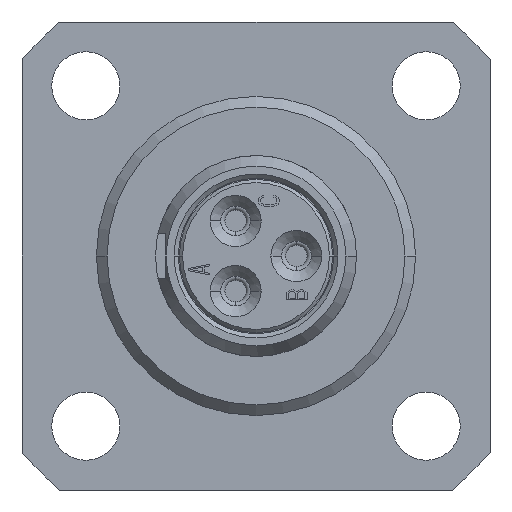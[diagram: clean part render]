
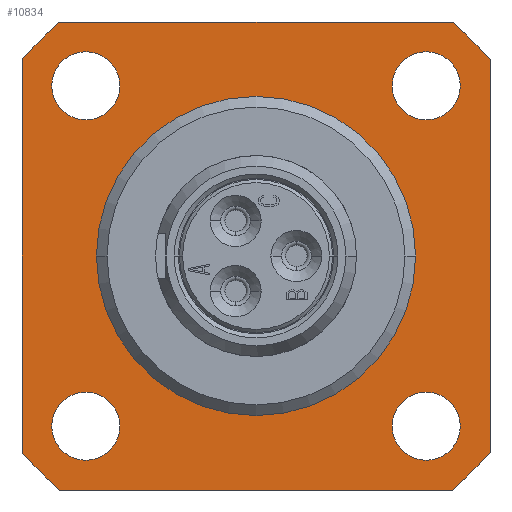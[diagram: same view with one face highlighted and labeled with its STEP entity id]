
A CAD part, left-side view. The second image highlights one B-rep face of the part: STEP entity #10834.
In plain terms, the highlighted planar face has unit normal (-1, 0, 0).
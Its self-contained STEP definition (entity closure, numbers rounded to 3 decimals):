
#347=CARTESIAN_POINT('',(-0.5,0.,0.));
#348=DIRECTION('',(1.,0.,0.));
#349=DIRECTION('',(0.,1.,0.));
#350=AXIS2_PLACEMENT_3D('',#347,#348,#349);
#360=CARTESIAN_POINT('',(-0.5,0.,0.));
#361=DIRECTION('',(1.,0.,0.));
#362=DIRECTION('',(0.,-1.,0.));
#363=AXIS2_PLACEMENT_3D('',#360,#361,#362);
#365=DIRECTION('',(0.,1.,0.));
#366=VECTOR('',#365,18.431);
#367=CARTESIAN_POINT('',(-0.5,-9.215,11.));
#368=LINE('987',#367,#366);
#369=CARTESIAN_POINT('',(-0.5,0.,0.));
#370=DIRECTION('',(1.,0.,0.));
#371=DIRECTION('',(0.,-0.642,0.767));
#372=AXIS2_PLACEMENT_3D('',#369,#370,#371);
#374=DIRECTION('',(0.,0.,1.));
#375=VECTOR('',#374,18.431);
#376=CARTESIAN_POINT('',(-0.5,-11.,-9.215));
#377=LINE('988',#376,#375);
#378=CARTESIAN_POINT('',(-0.5,0.,0.));
#379=DIRECTION('',(1.,0.,0.));
#380=DIRECTION('',(0.,-0.767,-0.642));
#381=AXIS2_PLACEMENT_3D('',#378,#379,#380);
#383=DIRECTION('',(0.,-1.,0.));
#384=VECTOR('',#383,18.431);
#385=CARTESIAN_POINT('',(-0.5,9.215,-11.));
#386=LINE('989',#385,#384);
#387=CARTESIAN_POINT('',(-0.5,0.,0.));
#388=DIRECTION('',(1.,0.,0.));
#389=DIRECTION('',(0.,0.642,-0.767));
#390=AXIS2_PLACEMENT_3D('',#387,#388,#389);
#392=DIRECTION('',(0.,0.,-1.));
#393=VECTOR('',#392,18.431);
#394=CARTESIAN_POINT('',(-0.5,11.,9.215));
#395=LINE('990',#394,#393);
#396=CARTESIAN_POINT('',(-0.5,0.,0.));
#397=DIRECTION('',(1.,0.,0.));
#398=DIRECTION('',(0.,0.767,0.642));
#399=AXIS2_PLACEMENT_3D('',#396,#397,#398);
#401=CARTESIAN_POINT('',(-0.5,8.,-8.));
#402=DIRECTION('',(-1.,0.,0.));
#403=DIRECTION('',(0.,0.,-1.));
#404=AXIS2_PLACEMENT_3D('',#401,#402,#403);
#406=CARTESIAN_POINT('',(-0.5,8.,-8.));
#407=DIRECTION('',(-1.,0.,0.));
#408=DIRECTION('',(0.,0.,1.));
#409=AXIS2_PLACEMENT_3D('',#406,#407,#408);
#411=CARTESIAN_POINT('',(-0.5,8.,8.));
#412=DIRECTION('',(-1.,0.,0.));
#413=DIRECTION('',(0.,0.,-1.));
#414=AXIS2_PLACEMENT_3D('',#411,#412,#413);
#416=CARTESIAN_POINT('',(-0.5,8.,8.));
#417=DIRECTION('',(-1.,0.,0.));
#418=DIRECTION('',(0.,0.,1.));
#419=AXIS2_PLACEMENT_3D('',#416,#417,#418);
#421=CARTESIAN_POINT('',(-0.5,-8.,-8.));
#422=DIRECTION('',(-1.,0.,0.));
#423=DIRECTION('',(0.,0.,-1.));
#424=AXIS2_PLACEMENT_3D('',#421,#422,#423);
#426=CARTESIAN_POINT('',(-0.5,-8.,-8.));
#427=DIRECTION('',(-1.,0.,0.));
#428=DIRECTION('',(0.,0.,1.));
#429=AXIS2_PLACEMENT_3D('',#426,#427,#428);
#431=CARTESIAN_POINT('',(-0.5,-8.,8.));
#432=DIRECTION('',(-1.,0.,0.));
#433=DIRECTION('',(0.,0.,-1.));
#434=AXIS2_PLACEMENT_3D('',#431,#432,#433);
#436=CARTESIAN_POINT('',(-0.5,-8.,8.));
#437=DIRECTION('',(-1.,0.,0.));
#438=DIRECTION('',(0.,0.,1.));
#439=AXIS2_PLACEMENT_3D('',#436,#437,#438);
#8216=CARTESIAN_POINT('',(-0.5,7.5,0.));
#8217=VERTEX_POINT('',#8216);
#8218=CARTESIAN_POINT('',(-0.5,-7.5,0.));
#8219=VERTEX_POINT('',#8218);
#8236=CARTESIAN_POINT('',(-0.5,8.,-9.6));
#8237=CARTESIAN_POINT('',(-0.5,8.,-6.4));
#8238=VERTEX_POINT('',#8236);
#8239=VERTEX_POINT('',#8237);
#8240=CARTESIAN_POINT('',(-0.5,8.,6.4));
#8241=CARTESIAN_POINT('',(-0.5,8.,9.6));
#8242=VERTEX_POINT('',#8240);
#8243=VERTEX_POINT('',#8241);
#8244=CARTESIAN_POINT('',(-0.5,-8.,-9.6));
#8245=CARTESIAN_POINT('',(-0.5,-8.,-6.4));
#8246=VERTEX_POINT('',#8244);
#8247=VERTEX_POINT('',#8245);
#8248=CARTESIAN_POINT('',(-0.5,-8.,6.4));
#8249=CARTESIAN_POINT('',(-0.5,-8.,9.6));
#8250=VERTEX_POINT('',#8248);
#8251=VERTEX_POINT('',#8249);
#8344=CARTESIAN_POINT('',(-0.5,-9.215,11.));
#8345=CARTESIAN_POINT('',(-0.5,9.215,11.));
#8346=VERTEX_POINT('',#8344);
#8347=VERTEX_POINT('',#8345);
#8348=CARTESIAN_POINT('',(-0.5,-11.,-9.215));
#8349=CARTESIAN_POINT('',(-0.5,-11.,9.215));
#8350=VERTEX_POINT('',#8348);
#8351=VERTEX_POINT('',#8349);
#8352=CARTESIAN_POINT('',(-0.5,9.215,-11.));
#8353=CARTESIAN_POINT('',(-0.5,-9.215,-11.));
#8354=VERTEX_POINT('',#8352);
#8355=VERTEX_POINT('',#8353);
#8356=CARTESIAN_POINT('',(-0.5,11.,9.215));
#8357=CARTESIAN_POINT('',(-0.5,11.,-9.215));
#8358=VERTEX_POINT('',#8356);
#8359=VERTEX_POINT('',#8357);
#10783=CARTESIAN_POINT('',(-0.5,0.,0.));
#10784=DIRECTION('',(1.,0.,0.));
#10785=DIRECTION('',(0.,0.,-1.));
#10786=AXIS2_PLACEMENT_3D('',#10783,#10784,#10785);
#10787=PLANE('289',#10786);
#10789=ORIENTED_EDGE('987',*,*,#10788,.F.);
#10791=ORIENTED_EDGE('1039',*,*,#10790,.T.);
#10793=ORIENTED_EDGE('988',*,*,#10792,.F.);
#10795=ORIENTED_EDGE('1038',*,*,#10794,.T.);
#10797=ORIENTED_EDGE('989',*,*,#10796,.F.);
#10799=ORIENTED_EDGE('1037',*,*,#10798,.T.);
#10801=ORIENTED_EDGE('990',*,*,#10800,.F.);
#10803=ORIENTED_EDGE('1026',*,*,#10802,.T.);
#10804=EDGE_LOOP('289',(#10789,#10791,#10793,#10795,#10797,#10799,#10801,
#10803));
#10805=FACE_OUTER_BOUND('289',#10804,.F.);
#10807=ORIENTED_EDGE('891',*,*,#10806,.T.);
#10809=ORIENTED_EDGE('892',*,*,#10808,.T.);
#10810=EDGE_LOOP('289',(#10807,#10809));
#10811=FACE_BOUND('289',#10810,.F.);
#10813=ORIENTED_EDGE('893',*,*,#10812,.T.);
#10815=ORIENTED_EDGE('894',*,*,#10814,.T.);
#10816=EDGE_LOOP('289',(#10813,#10815));
#10817=FACE_BOUND('289',#10816,.F.);
#10819=ORIENTED_EDGE('895',*,*,#10818,.T.);
#10821=ORIENTED_EDGE('896',*,*,#10820,.T.);
#10822=EDGE_LOOP('289',(#10819,#10821));
#10823=FACE_BOUND('289',#10822,.F.);
#10825=ORIENTED_EDGE('897',*,*,#10824,.T.);
#10827=ORIENTED_EDGE('898',*,*,#10826,.T.);
#10828=EDGE_LOOP('289',(#10825,#10827));
#10829=FACE_BOUND('289',#10828,.F.);
#10830=ORIENTED_EDGE('881',*,*,#10748,.F.);
#10831=ORIENTED_EDGE('882',*,*,#10771,.F.);
#10832=EDGE_LOOP('289',(#10830,#10831));
#10833=FACE_BOUND('289',#10832,.F.);
#351=CIRCLE('881',#350,7.5);
#364=CIRCLE('882',#363,7.5);
#373=CIRCLE('1039',#372,14.35);
#382=CIRCLE('1038',#381,14.35);
#391=CIRCLE('1037',#390,14.35);
#400=CIRCLE('1026',#399,14.35);
#405=CIRCLE('891',#404,1.6);
#410=CIRCLE('892',#409,1.6);
#415=CIRCLE('893',#414,1.6);
#420=CIRCLE('894',#419,1.6);
#425=CIRCLE('895',#424,1.6);
#430=CIRCLE('896',#429,1.6);
#435=CIRCLE('897',#434,1.6);
#440=CIRCLE('898',#439,1.6);
#10748=EDGE_CURVE('881',#8217,#8219,#351,.T.);
#10771=EDGE_CURVE('882',#8219,#8217,#364,.T.);
#10788=EDGE_CURVE('987',#8346,#8347,#368,.T.);
#10790=EDGE_CURVE('1039',#8346,#8351,#373,.T.);
#10792=EDGE_CURVE('988',#8350,#8351,#377,.T.);
#10794=EDGE_CURVE('1038',#8350,#8355,#382,.T.);
#10796=EDGE_CURVE('989',#8354,#8355,#386,.T.);
#10798=EDGE_CURVE('1037',#8354,#8359,#391,.T.);
#10800=EDGE_CURVE('990',#8358,#8359,#395,.T.);
#10802=EDGE_CURVE('1026',#8358,#8347,#400,.T.);
#10806=EDGE_CURVE('891',#8238,#8239,#405,.T.);
#10808=EDGE_CURVE('892',#8239,#8238,#410,.T.);
#10812=EDGE_CURVE('893',#8242,#8243,#415,.T.);
#10814=EDGE_CURVE('894',#8243,#8242,#420,.T.);
#10818=EDGE_CURVE('895',#8246,#8247,#425,.T.);
#10820=EDGE_CURVE('896',#8247,#8246,#430,.T.);
#10824=EDGE_CURVE('897',#8250,#8251,#435,.T.);
#10826=EDGE_CURVE('898',#8251,#8250,#440,.T.);
#10834=ADVANCED_FACE('289',(#10805,#10811,#10817,#10823,#10829,#10833),#10787,
.F.);
